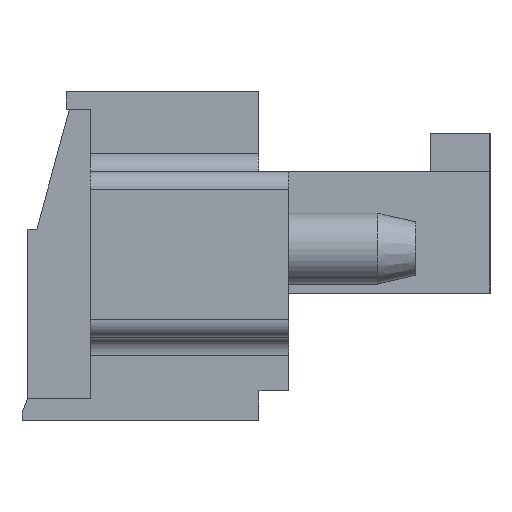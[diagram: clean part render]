
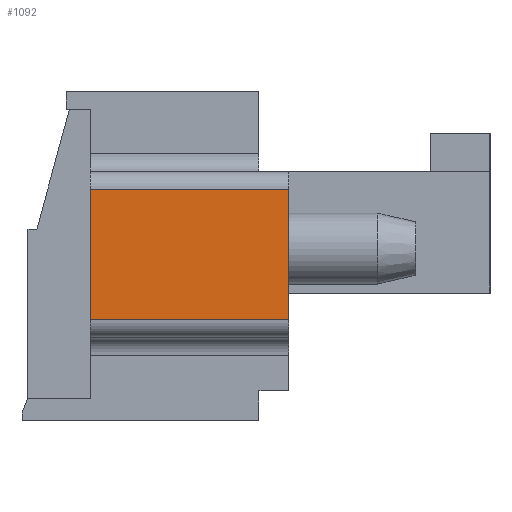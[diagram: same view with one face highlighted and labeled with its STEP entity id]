
A CAD part, left-side view. The second image highlights one B-rep face of the part: STEP entity #1092.
In plain terms, the highlighted planar face has unit normal (-1, 0, 0).
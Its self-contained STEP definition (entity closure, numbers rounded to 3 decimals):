
#1092 = ADVANCED_FACE( '', ( #2645 ), #2646, .F. );
#2645 = FACE_OUTER_BOUND( '', #4935, .T. );
#2646 = PLANE( '', #4936 );
#4935 = EDGE_LOOP( '', ( #7356, #7357, #7358, #7359 ) );
#4936 = AXIS2_PLACEMENT_3D( '', #7360, #7361, #7362 );
#7356 = ORIENTED_EDGE( '', *, *, #13709, .F. );
#7357 = ORIENTED_EDGE( '', *, *, #13710, .T. );
#7358 = ORIENTED_EDGE( '', *, *, #13711, .F. );
#7359 = ORIENTED_EDGE( '', *, *, #13712, .T. );
#7360 = CARTESIAN_POINT( '', ( -19.2, 0., 0. ) );
#7361 = DIRECTION( '', ( 1., 0., 0. ) );
#7362 = DIRECTION( '', ( 0., 0., -1. ) );
#13709 = EDGE_CURVE( '', #16350, #16351, #16352, .T. );
#13710 = EDGE_CURVE( '', #16350, #16353, #16354, .F. );
#13711 = EDGE_CURVE( '', #16355, #16353, #16356, .T. );
#13712 = EDGE_CURVE( '', #16355, #16351, #16357, .F. );
#16350 = VERTEX_POINT( '', #20212 );
#16351 = VERTEX_POINT( '', #20213 );
#16352 = LINE( '', #20214, #20215 );
#16353 = VERTEX_POINT( '', #20216 );
#16354 = LINE( '', #20217, #20218 );
#16355 = VERTEX_POINT( '', #20219 );
#16356 = LINE( '', #20220, #20221 );
#16357 = LINE( '', #20222, #20223 );
#20212 = CARTESIAN_POINT( '', ( -19.2, -5., 2.175 ) );
#20213 = CARTESIAN_POINT( '', ( -19.2, -5., -2.225 ) );
#20214 = CARTESIAN_POINT( '', ( -19.2, -5., 2.775 ) );
#20215 = VECTOR( '', #25391, 1000. );
#20216 = CARTESIAN_POINT( '', ( -19.2, 1.7, 2.175 ) );
#20217 = CARTESIAN_POINT( '', ( -19.2, 1.7, 2.175 ) );
#20218 = VECTOR( '', #25392, 1000. );
#20219 = CARTESIAN_POINT( '', ( -19.2, 1.7, -2.225 ) );
#20220 = CARTESIAN_POINT( '', ( -19.2, 1.7, -2.825 ) );
#20221 = VECTOR( '', #25393, 1000. );
#20222 = CARTESIAN_POINT( '', ( -19.2, -5., -2.225 ) );
#20223 = VECTOR( '', #25394, 1000. );
#25391 = DIRECTION( '', ( 0., 0., -1. ) );
#25392 = DIRECTION( '', ( 0., -1., 0. ) );
#25393 = DIRECTION( '', ( 0., 0., 1. ) );
#25394 = DIRECTION( '', ( 0., 1., 0. ) );
